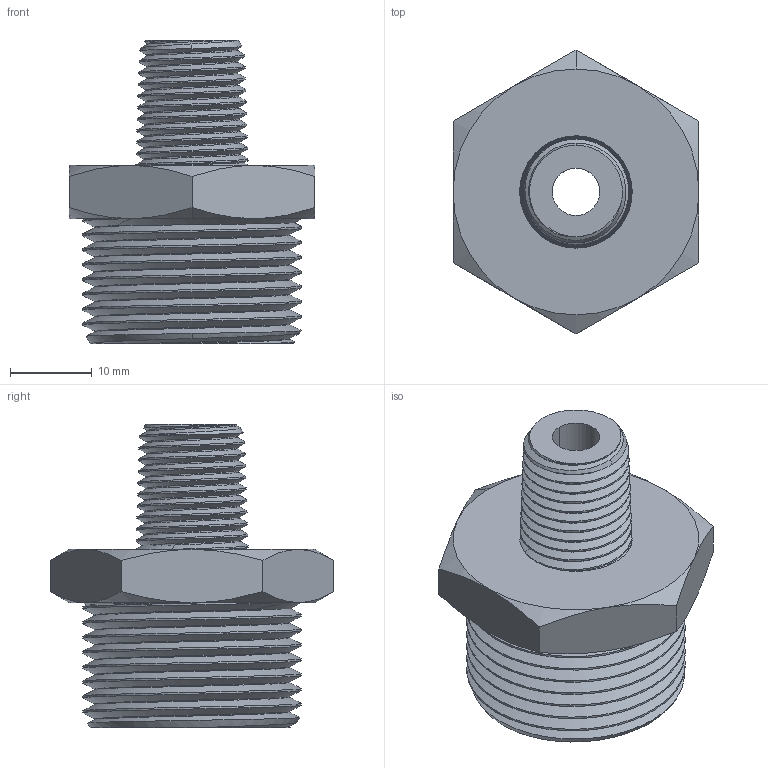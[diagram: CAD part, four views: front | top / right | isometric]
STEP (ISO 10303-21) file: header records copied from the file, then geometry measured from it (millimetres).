
FILE_DESCRIPTION (( 'STEP AP203' ), '1' );
FILE_NAME ('9027N184_Low-Pressure Stainless Steel Threaded Pipe Fitting.STEP', '2021-07-08T20:11:26', ( 'Administrator' ), ( 'Managed by Terraform' ), 'SwSTEP 2.0', 'SolidWorks 2017', '' );
FILE_SCHEMA (( 'CONFIG_CONTROL_DESIGN' ));
Length unit declared in the file: inch
Products named in the file (1): 9027N184_Low-Pressure Stainless Steel Threaded Pipe Fitting
Bounding box: 30 x 34.64 x 37.01 mm (x, y, z)
Volume: 8954 mm3; surface area: 6629.1 mm2
Topology: 1 solids, 1 shells, 89 faces, 230 edges, 146 vertices
Faces by surface type: cone 52, cylinder 20, plane 11, bspline 6
Entity records: 10920 total; most frequent: CARTESIAN_POINT 8941, ORIENTED_EDGE 460, DIRECTION 314, EDGE_CURVE 230, VERTEX_POINT 146, AXIS2_PLACEMENT_3D 127, EDGE_LOOP 94, B_SPLINE_CURVE_WITH_KNOTS 93
